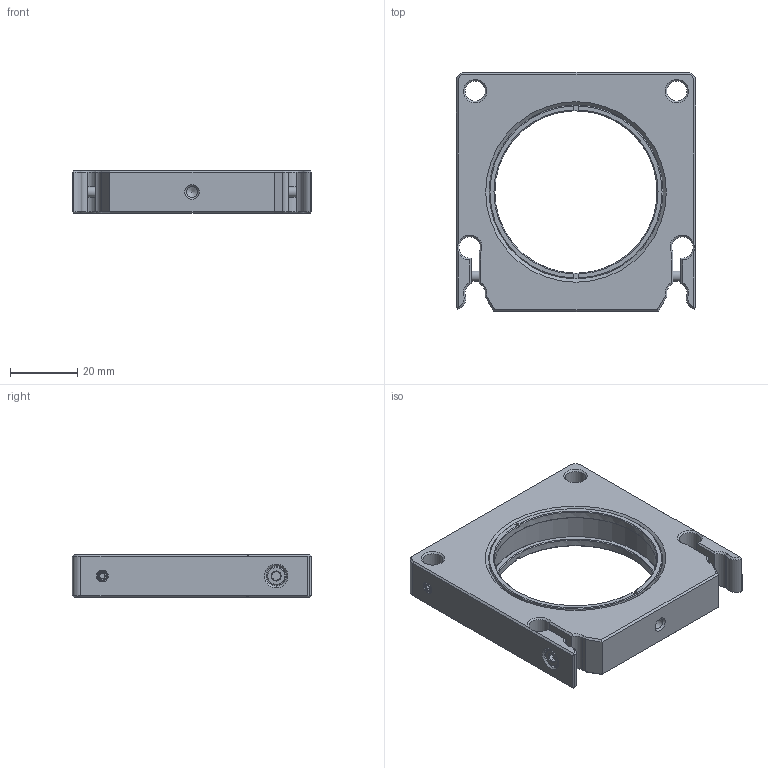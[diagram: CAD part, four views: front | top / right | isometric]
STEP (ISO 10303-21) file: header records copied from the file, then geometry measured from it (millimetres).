
FILE_DESCRIPTION (( 'STEP AP203' ), '1' );
FILE_NAME ('530127.STEP', '2025-04-27T08:17:58', ( 'Windows User' ), ( 'P R C' ), 'SwSTEP 2.0', 'SolidWorks 2020', '' );
FILE_SCHEMA (( 'CONFIG_CONTROL_DESIGN' ));
Length unit declared in the file: millimetre
Products named in the file (1): 530127
Bounding box: 71.12 x 71.12 x 12.7 mm (x, y, z)
Volume: 34890.7 mm3; surface area: 15462.8 mm2
Topology: 7 solids, 7 shells, 223 faces, 515 edges, 311 vertices
Faces by surface type: plane 112, cone 76, cylinder 35
Full cylindrical faces by diameter (mm): 2.5 x4, 3 x4, 3.3 x2, 3.4 x2, 5.5 x2, 5.99 x2, 6 x2, 48.3 x2, 51.689 x3
Entity records: 6099 total; most frequent: CARTESIAN_POINT 1377, DIRECTION 966, ORIENTED_EDGE 872, EDGE_CURVE 436, AXIS2_PLACEMENT_3D 379, EDGE_LOOP 300, VERTEX_POINT 286, FACE_OUTER_BOUND 246
